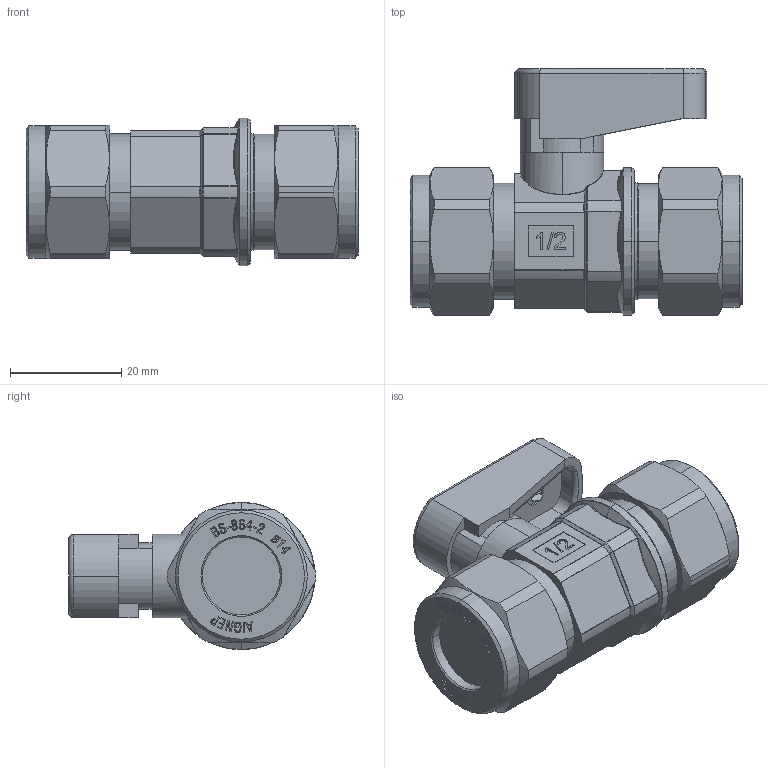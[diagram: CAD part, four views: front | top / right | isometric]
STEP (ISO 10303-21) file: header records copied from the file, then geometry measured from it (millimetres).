
FILE_DESCRIPTION (( 'STEP AP214' ), '1' );
FILE_NAME ('0645000012.step', '2012-10-02T16:34:29', ( '' ), ( '' ), 'SwSTEP 2.0', 'SolidWorks 2012', '' );
FILE_SCHEMA (( 'AUTOMOTIVE_DESIGN' ));
Products named in the file (1): 0645000012
Bounding box: 59.6 x 44.3 x 26.5 mm (x, y, z)
Volume: 31583.2 mm3; surface area: 9356.8 mm2
Topology: 2 solids, 9 shells, 1221 faces, 3138 edges, 1998 vertices
Faces by surface type: plane 576, bspline 399, cylinder 133, torus 48, cone 45, sphere 20
Entity records: 54199 total; most frequent: CARTESIAN_POINT 27429, ORIENTED_EDGE 6226, DIRECTION 4302, EDGE_CURVE 3113, VERTEX_POINT 1998, LINE 1782, VECTOR 1782, EDGE_LOOP 1319
